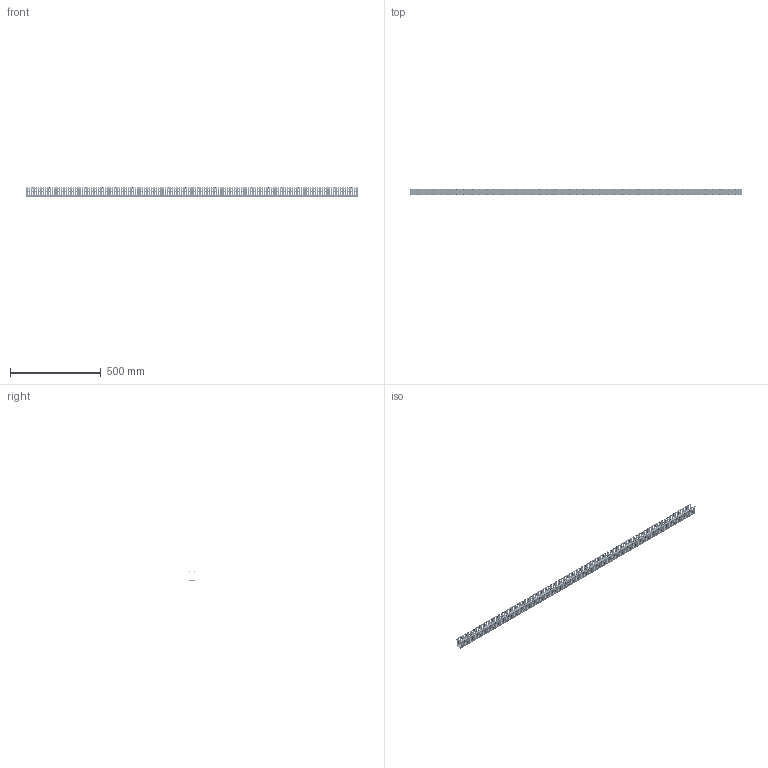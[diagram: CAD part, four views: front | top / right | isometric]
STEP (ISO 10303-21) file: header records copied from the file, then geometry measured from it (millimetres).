
FILE_DESCRIPTION(/* description */ (''),/* implementation_level */ '2;1');
FILE_NAME(/* name */ 'F1X2_Duct_WEB.stp',/* time_stamp */ '2015-05-29T08:09:42-05:00',/* author */ (''),/* organization */ (''),/* preprocessor_version */ 'ST-DEVELOPER v15',/* originating_system */ 'SIEMENS PLM Software NX 8.5',/* authorisation */ '');
FILE_SCHEMA (('AP203_CONFIGURATION_CONTROLLED_3D_DESIGN_OF_MECHANICAL_PARTS_AND_ASSEMBLIES_MIM_LF { 1 0 10303 403 2 1 2}'));
Products named in the file (1): bdk18ECF76A44ax
Bounding box: 1828.8 x 38.35 x 51.33 mm (x, y, z)
Volume: 395178.8 mm3; surface area: 453516.2 mm2
Topology: 1 solids, 1 shells, 10960 faces, 33450 edges, 22492 vertices
Faces by surface type: cylinder 6050, plane 4910
Entity records: 401483 total; most frequent: CARTESIAN_POINT 94554, ORIENTED_EDGE 66900, DIRECTION 65168, EDGE_CURVE 33450, AXIS2_PLACEMENT_3D 23637, VERTEX_POINT 22492, LINE 17894, VECTOR 17894
